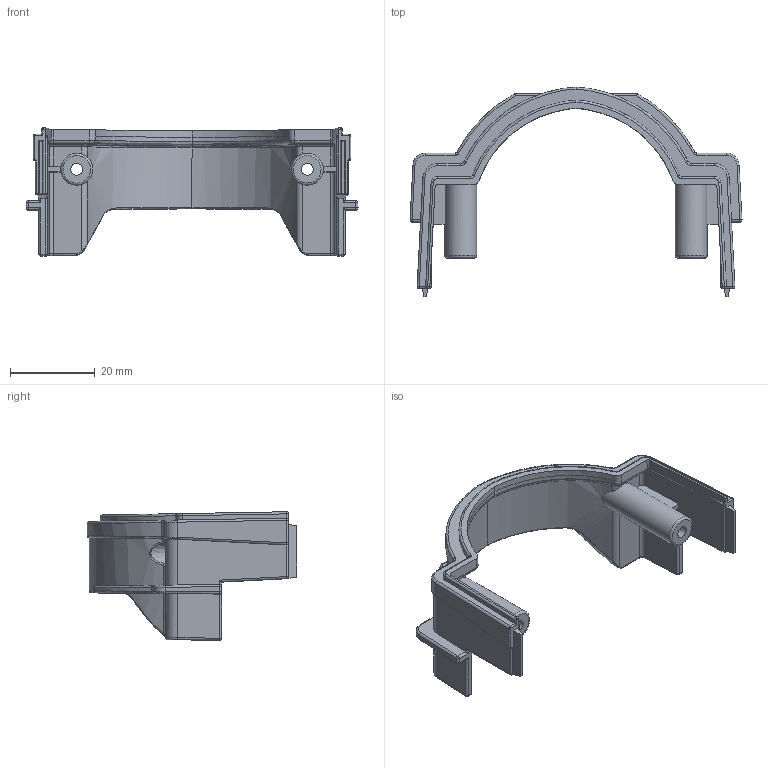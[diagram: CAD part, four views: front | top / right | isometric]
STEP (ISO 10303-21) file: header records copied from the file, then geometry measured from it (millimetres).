
FILE_DESCRIPTION(/* description */ (''),/* implementation_level */ '2;1');
FILE_NAME(/* name */ '768a9d3d-161f-46f6-844e-4a0963888229.stp',/* time_stamp */ '2019-09-01T14:40:47-06:00',/* author */ ('sridharPR5JY'),/* organization */ (''),/* preprocessor_version */ 'ST-DEVELOPER v18',/* originating_system */ 'Autodesk Translation Framework v8.2.0.1029',/* authorisation */ '');
FILE_SCHEMA (('AUTOMOTIVE_DESIGN { 1 0 10303 214 3 1 1 }'));
Length unit declared in the file: millimetre
Products named in the file (1): BODY_BASE_CONNECTOR_REAR
Bounding box: 78.24 x 49.38 x 30.28 mm (x, y, z)
Volume: 8456.9 mm3; surface area: 9514.1 mm2
Topology: 1 solids, 1 shells, 330 faces, 823 edges, 480 vertices
Faces by surface type: cylinder 120, bspline 110, plane 74, sphere 14, torus 10, cone 2
Full cylindrical faces by diameter (mm): 2.8 x2, 7.5 x2
Entity records: 23267 total; most frequent: CARTESIAN_POINT 16213, ORIENTED_EDGE 1612, DIRECTION 1282, EDGE_CURVE 806, AXIS2_PLACEMENT_3D 484, VERTEX_POINT 475, EDGE_LOOP 334, FACE_OUTER_BOUND 330
